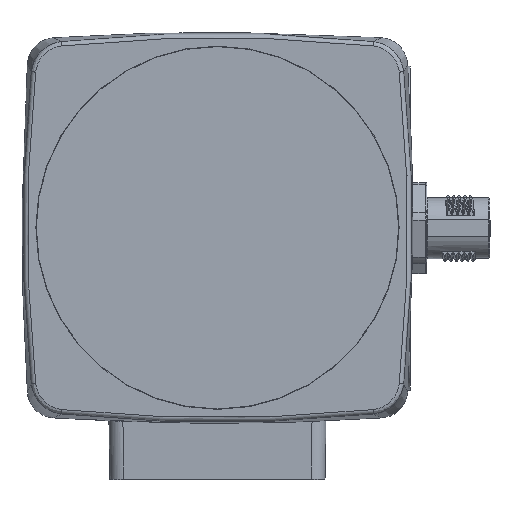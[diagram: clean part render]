
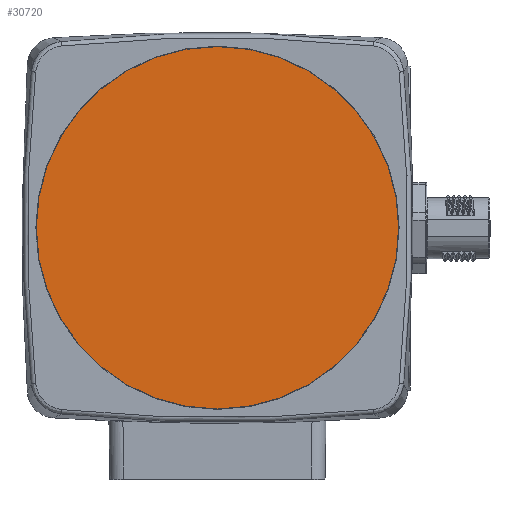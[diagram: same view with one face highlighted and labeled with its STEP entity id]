
A CAD part, top view. The second image highlights one B-rep face of the part: STEP entity #30720.
In plain terms, the highlighted planar face has unit normal (0, 0, 1).
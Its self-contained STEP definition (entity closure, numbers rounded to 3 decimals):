
#30632=CARTESIAN_POINT('',(0.,0.,5.94));
#30633=DIRECTION('',(0.,0.,-1.));
#30634=DIRECTION('',(-1.,0.,0.));
#30635=AXIS2_PLACEMENT_3D('',#30632,#30633,#30634);
#30637=CARTESIAN_POINT('',(0.,0.,5.94));
#30638=DIRECTION('',(0.,0.,-1.));
#30639=DIRECTION('',(1.,0.,0.));
#30640=AXIS2_PLACEMENT_3D('',#30637,#30638,#30639);
#30646=CARTESIAN_POINT('',(32.45,0.,5.94));
#30647=VERTEX_POINT('',#30646);
#30648=CARTESIAN_POINT('',(-32.45,0.,5.94));
#30649=VERTEX_POINT('',#30648);
#30711=CARTESIAN_POINT('',(0.,0.,5.94));
#30712=DIRECTION('',(0.,0.,1.));
#30713=DIRECTION('',(1.,0.,0.));
#30714=AXIS2_PLACEMENT_3D('',#30711,#30712,#30713);
#30715=PLANE('',#30714);
#30716=ORIENTED_EDGE('',*,*,#30677,.T.);
#30717=ORIENTED_EDGE('',*,*,#30698,.T.);
#30718=EDGE_LOOP('',(#30716,#30717));
#30719=FACE_OUTER_BOUND('',#30718,.F.);
#30720=ADVANCED_FACE('',(#30719),#30715,.T.);
#30636=CIRCLE('',#30635,32.45);
#30641=CIRCLE('',#30640,32.45);
#30677=EDGE_CURVE('',#30649,#30647,#30636,.T.);
#30698=EDGE_CURVE('',#30647,#30649,#30641,.T.);
